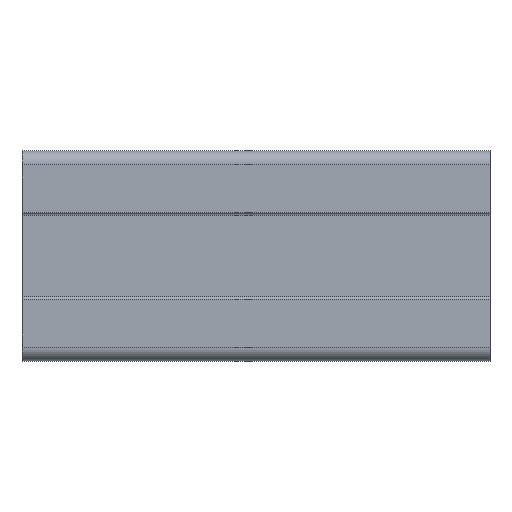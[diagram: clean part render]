
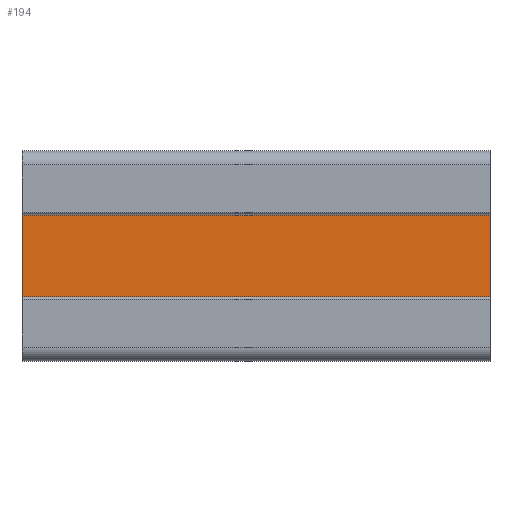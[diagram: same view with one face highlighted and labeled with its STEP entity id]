
A CAD part, left-side view. The second image highlights one B-rep face of the part: STEP entity #194.
In plain terms, the highlighted planar face has unit normal (-1, 0, 0).
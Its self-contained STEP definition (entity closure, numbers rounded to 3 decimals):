
#194 = ADVANCED_FACE( '', ( #492 ), #493, .T. );
#492 = FACE_OUTER_BOUND( '', #891, .T. );
#493 = PLANE( '', #892 );
#891 = EDGE_LOOP( '', ( #1507, #1508, #1509, #1510 ) );
#892 = AXIS2_PLACEMENT_3D( '', #1511, #1512, #1513 );
#1507 = ORIENTED_EDGE( '', *, *, #2648, .F. );
#1508 = ORIENTED_EDGE( '', *, *, #2713, .F. );
#1509 = ORIENTED_EDGE( '', *, *, #2714, .T. );
#1510 = ORIENTED_EDGE( '', *, *, #2715, .T. );
#1511 = CARTESIAN_POINT( '', ( -10.75, 100., 8.75 ) );
#1512 = DIRECTION( '', ( -1., 0., 0. ) );
#1513 = DIRECTION( '', ( 0., 0., 1. ) );
#2648 = EDGE_CURVE( '', #3275, #3277, #3278, .T. );
#2713 = EDGE_CURVE( '', #3390, #3275, #3391, .T. );
#2714 = EDGE_CURVE( '', #3390, #3392, #3393, .T. );
#2715 = EDGE_CURVE( '', #3392, #3277, #3394, .T. );
#3275 = VERTEX_POINT( '', #4103 );
#3277 = VERTEX_POINT( '', #4105 );
#3278 = LINE( '', #4106, #4107 );
#3390 = VERTEX_POINT( '', #4256 );
#3391 = LINE( '', #4257, #4258 );
#3392 = VERTEX_POINT( '', #4259 );
#3393 = LINE( '', #4260, #4261 );
#3394 = LINE( '', #4262, #4263 );
#4103 = CARTESIAN_POINT( '', ( -10.75, 0., 8.75 ) );
#4105 = CARTESIAN_POINT( '', ( -10.75, 0., -8.75 ) );
#4106 = CARTESIAN_POINT( '', ( -10.75, 0., 8.75 ) );
#4107 = VECTOR( '', #5050, 1000. );
#4256 = CARTESIAN_POINT( '', ( -10.75, 100., 8.75 ) );
#4257 = CARTESIAN_POINT( '', ( -10.75, 100., 8.75 ) );
#4258 = VECTOR( '', #5154, 1000. );
#4259 = CARTESIAN_POINT( '', ( -10.75, 100., -8.75 ) );
#4260 = CARTESIAN_POINT( '', ( -10.75, 100., 8.75 ) );
#4261 = VECTOR( '', #5155, 1000. );
#4262 = CARTESIAN_POINT( '', ( -10.75, 100., -8.75 ) );
#4263 = VECTOR( '', #5156, 1000. );
#5050 = DIRECTION( '', ( 0., 0., -1. ) );
#5154 = DIRECTION( '', ( 0., -1., 0. ) );
#5155 = DIRECTION( '', ( 0., 0., -1. ) );
#5156 = DIRECTION( '', ( 0., -1., 0. ) );
